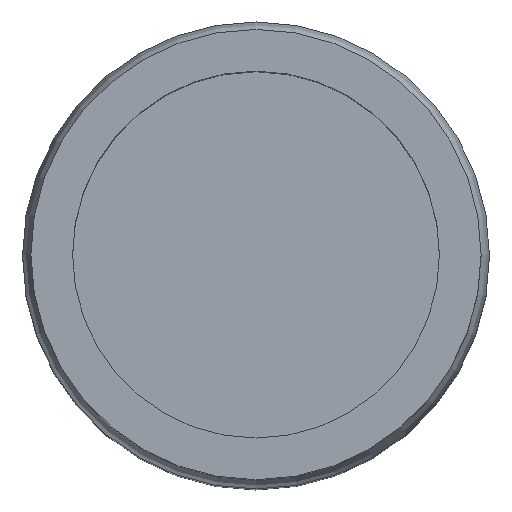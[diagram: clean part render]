
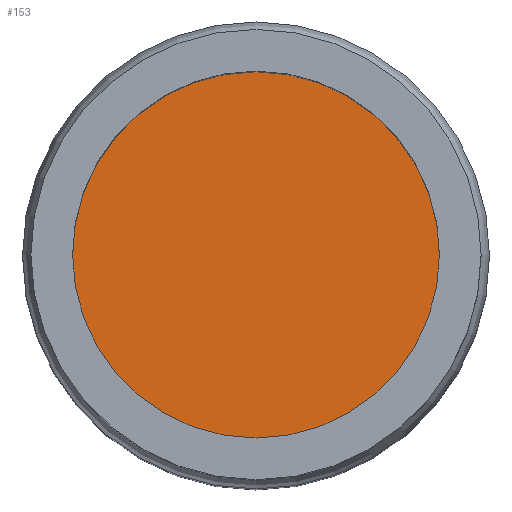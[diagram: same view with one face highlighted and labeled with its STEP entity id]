
A CAD part, top view. The second image highlights one B-rep face of the part: STEP entity #153.
In plain terms, the highlighted planar face has unit normal (0, 0, 1).
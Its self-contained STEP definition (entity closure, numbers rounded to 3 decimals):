
#51=ORIENTED_EDGE('',*,*,#63,.F.);
#63=EDGE_CURVE('',#75,#75,#87,.T.);
#75=VERTEX_POINT('',#280);
#87=CIRCLE('',#190,11.);
#111=EDGE_LOOP('',(#51));
#135=FACE_BOUND('',#111,.T.);
#140=PLANE('',#191);
#153=ADVANCED_FACE('',(#135),#140,.F.);
#190=AXIS2_PLACEMENT_3D('',#279,#240,#241);
#191=AXIS2_PLACEMENT_3D('',#281,#242,#243);
#240=DIRECTION('',(0.,0.,-1.));
#241=DIRECTION('',(1.,0.,0.));
#242=DIRECTION('',(0.,0.,-1.));
#243=DIRECTION('',(-1.,0.,0.));
#279=CARTESIAN_POINT('',(0.,0.,14.284));
#280=CARTESIAN_POINT('',(11.,0.,14.284));
#281=CARTESIAN_POINT('',(0.,0.,14.284));
